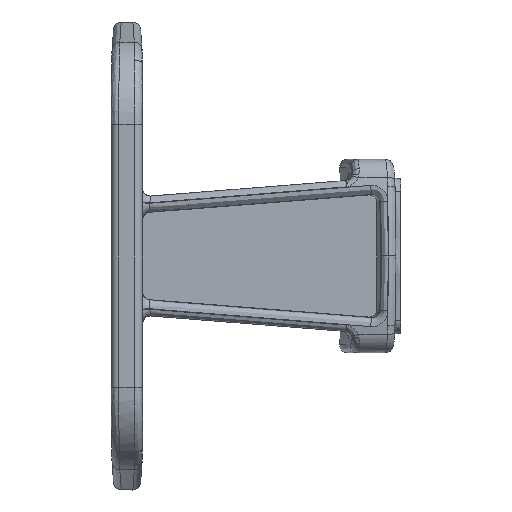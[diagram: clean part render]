
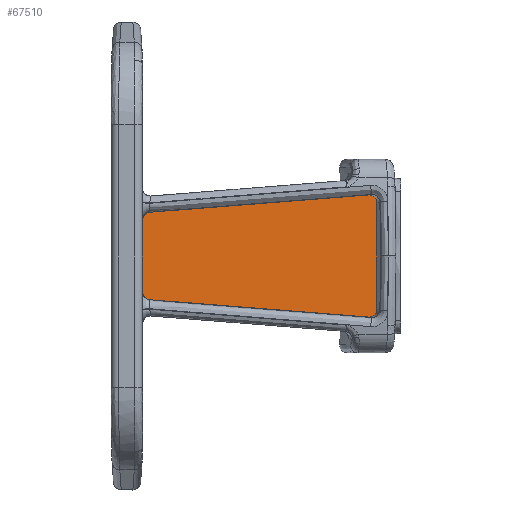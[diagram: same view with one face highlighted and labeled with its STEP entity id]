
A CAD part, left-side view. The second image highlights one B-rep face of the part: STEP entity #67510.
In plain terms, the highlighted planar face has unit normal (-0.999, -0.052, 0).
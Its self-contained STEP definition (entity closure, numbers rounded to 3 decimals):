
#46590=CARTESIAN_POINT('',(-24.696,20.175,
-2.111));
#46600=VERTEX_POINT('',#46590);
#46630=CARTESIAN_POINT('',(-23.639,0.,-0.516));
#46640=DIRECTION('',(-0.052,0.996,
-0.079));
#46650=VECTOR('',#46640,1.);
#46660=LINE('',#46630,#46650);
#46670=CARTESIAN_POINT('',(-26.178,48.444,
-4.346));
#46680=VERTEX_POINT('',#46670);
#46690=EDGE_CURVE('',#46600,#46680,#46660,.T.);
#54750=CARTESIAN_POINT('',(-24.64,19.096,
-16.894));
#54760=VERTEX_POINT('',#54750);
#54790=CARTESIAN_POINT('',(-24.64,19.096,0.));
#54800=DIRECTION('',(0.,0.,1.));
#54810=VECTOR('',#54800,1.);
#54820=LINE('',#54790,#54810);
#54830=CARTESIAN_POINT('',(-24.64,19.096,
-3.106));
#54840=VERTEX_POINT('',#54830);
#54850=EDGE_CURVE('',#54760,#54840,#54820,.T.);
#66940=CARTESIAN_POINT('',(-24.339,13.369,-10.));
#66950=DIRECTION('',(-0.999,-0.052,
0.));
#66960=DIRECTION('',(0.052,-0.999,
0.));
#66970=AXIS2_PLACEMENT_3D('',#66940,#66950,#66960);
#66980=PLANE('',#66970);
#66990=CARTESIAN_POINT('',(-24.692,20.097,
-16.892));
#67000=DIRECTION('',(0.999,0.052,
0.));
#67010=DIRECTION('',(0.05,-0.946,
-0.32));
#67020=AXIS2_PLACEMENT_3D('',#66990,#67000,#67010);
#67030=ELLIPSE('',#67020,1.003,1.);
#67040=CARTESIAN_POINT('',(-24.696,20.175,
-17.889));
#67050=VERTEX_POINT('',#67040);
#67060=EDGE_CURVE('',#54760,#67050,#67030,.T.);
#67070=ORIENTED_EDGE('',*,*,#67060,.F.);
#67080=CARTESIAN_POINT('',(-23.639,0.,-19.484));
#67090=DIRECTION('',(-0.052,0.996,
0.079));
#67100=VECTOR('',#67090,1.);
#67110=LINE('',#67080,#67100);
#67120=CARTESIAN_POINT('',(-26.178,48.444,
-15.654));
#67130=VERTEX_POINT('',#67120);
#67140=EDGE_CURVE('',#67050,#67130,#67110,.T.);
#67150=ORIENTED_EDGE('',*,*,#67140,.F.);
#67160=CARTESIAN_POINT('',(-26.173,48.364,
-14.658));
#67170=DIRECTION('',(-0.999,-0.052,
0.));
#67180=DIRECTION('',(0.052,-0.984,
0.169));
#67190=AXIS2_PLACEMENT_3D('',#67160,#67170,#67180);
#67200=ELLIPSE('',#67190,1.003,1.);
#67210=CARTESIAN_POINT('',(-26.226,49.365,
-14.658));
#67220=VERTEX_POINT('',#67210);
#67230=EDGE_CURVE('',#67220,#67130,#67200,.T.);
#67240=ORIENTED_EDGE('',*,*,#67230,.T.);
#67250=CARTESIAN_POINT('',(-26.226,49.365,0.));
#67260=DIRECTION('',(0.,0.,-1.));
#67270=VECTOR('',#67260,1.);
#67280=LINE('',#67250,#67270);
#67290=CARTESIAN_POINT('',(-26.226,49.365,
-5.342));
#67300=VERTEX_POINT('',#67290);
#67310=EDGE_CURVE('',#67300,#67220,#67280,.T.);
#67320=ORIENTED_EDGE('',*,*,#67310,.T.);
#67330=CARTESIAN_POINT('',(-26.173,48.364,
-5.342));
#67340=DIRECTION('',(-0.999,-0.052,
0.));
#67350=DIRECTION('',(0.052,-0.984,
-0.169));
#67360=AXIS2_PLACEMENT_3D('',#67330,#67340,#67350);
#67370=ELLIPSE('',#67360,1.003,1.);
#67380=EDGE_CURVE('',#46680,#67300,#67370,.T.);
#67390=ORIENTED_EDGE('',*,*,#67380,.T.);
#67400=ORIENTED_EDGE('',*,*,#46690,.T.);
#67410=CARTESIAN_POINT('',(-24.692,20.097,
-3.108));
#67420=DIRECTION('',(-0.999,-0.052,
0.));
#67430=DIRECTION('',(0.05,-0.946,
0.32));
#67440=AXIS2_PLACEMENT_3D('',#67410,#67420,#67430);
#67450=ELLIPSE('',#67440,1.003,1.);
#67460=EDGE_CURVE('',#54840,#46600,#67450,.T.);
#67470=ORIENTED_EDGE('',*,*,#67460,.T.);
#67480=ORIENTED_EDGE('',*,*,#54850,.T.);
#67490=EDGE_LOOP('',(#67480,#67470,#67400,#67390,#67320,#67240,#67150,
#67070));
#67500=FACE_OUTER_BOUND('',#67490,.T.);
#67510=ADVANCED_FACE('',(#67500),#66980,.T.);
